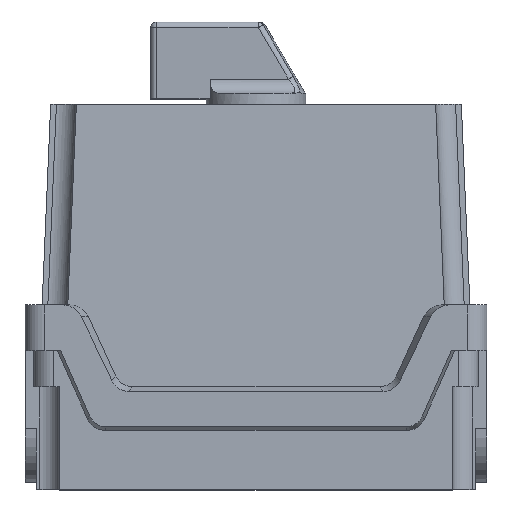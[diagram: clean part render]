
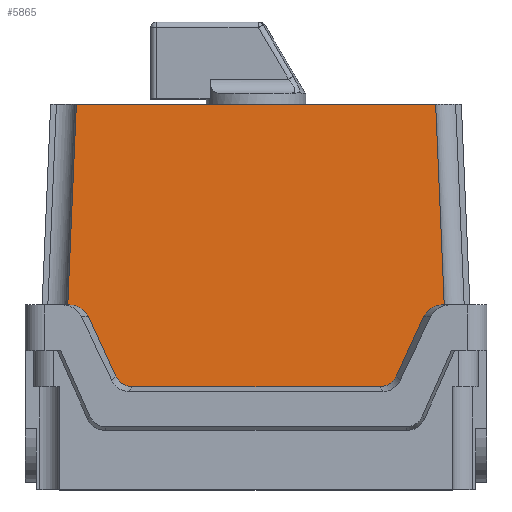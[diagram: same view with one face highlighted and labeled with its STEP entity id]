
A CAD part, top view. The second image highlights one B-rep face of the part: STEP entity #5865.
In plain terms, the highlighted planar face has unit normal (0, 0.043, 0.999).
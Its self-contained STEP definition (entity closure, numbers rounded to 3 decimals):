
#1 = EDGE_CURVE ( 'NONE', #2748, #3757, #10274, .T. ) ;
#1309 = CARTESIAN_POINT ( 'NONE',  ( -59.986, -4.352, -6.434 ) ) ;
#1351 = CARTESIAN_POINT ( 'NONE',  ( -62.517, -2.8, -6.5 ) ) ;
#1363 = CARTESIAN_POINT ( 'NONE',  ( -58.789, -6.954, -6.323 ) ) ;
#1376 = CARTESIAN_POINT ( 'NONE',  ( -65.565, -2.8, -6.5 ) ) ;
#1392 = DIRECTION ( 'NONE',  ( -1., 0., 0. ) ) ;
#1395 = CARTESIAN_POINT ( 'NONE',  ( -66.542, -15.505, -5.958 ) ) ;
#1426 = DIRECTION ( 'NONE',  ( 0.043, 0.998, -0.043 ) ) ;
#1429 = CARTESIAN_POINT ( 'NONE',  ( 151.939, -2.8, -6.5 ) ) ;
#2748 = VERTEX_POINT ( 'NONE', #7579 ) ;
#2749 = VERTEX_POINT ( 'NONE', #7577 ) ;
#2856 = VERTEX_POINT ( 'NONE', #7554 ) ;
#3124 = VERTEX_POINT ( 'NONE', #7549 ) ;
#3471 = ORIENTED_EDGE ( 'NONE', *, *, #1, .T. ) ;
#3526 = ORIENTED_EDGE ( 'NONE', *, *, #9302, .T. ) ;
#3540 = ORIENTED_EDGE ( 'NONE', *, *, #9300, .T. ) ;
#3546 = ORIENTED_EDGE ( 'NONE', *, *, #9287, .T. ) ;
#3606 = ORIENTED_EDGE ( 'NONE', *, *, #4900, .F. ) ;
#3682 = VERTEX_POINT ( 'NONE', #7708 ) ;
#3722 = ORIENTED_EDGE ( 'NONE', *, *, #9291, .T. ) ;
#3731 = VERTEX_POINT ( 'NONE', #7717 ) ;
#3757 = VERTEX_POINT ( 'NONE', #7594 ) ;
#3801 = ORIENTED_EDGE ( 'NONE', *, *, #4899, .T. ) ;
#4219 = VERTEX_POINT ( 'NONE', #7530 ) ;
#4392 = LINE ( 'NONE', #5997, #4394 ) ;
#4394 = VECTOR ( 'NONE', #7931, 1000. ) ;
#4402 = LINE ( 'NONE', #7946, #4405 ) ;
#4404 = LINE ( 'NONE', #7948, #4407 ) ;
#4405 = VECTOR ( 'NONE', #7947, 1000. ) ;
#4407 = VECTOR ( 'NONE', #7949, 1000. ) ;
#4410 = LINE ( 'NONE', #7959, #4414 ) ;
#4414 = VECTOR ( 'NONE', #7963, 1000. ) ;
#4420 = LINE ( 'NONE', #7968, #4424 ) ;
#4424 = VECTOR ( 'NONE', #7969, 1000. ) ;
#4820 = EDGE_LOOP ( 'NONE', ( #3471, #3546, #10937, #3526, #3722, #10948, #10915, #10971, #3540, #10289, #3606, #3801 ) ) ;
#4899 = EDGE_CURVE ( 'NONE', #2749, #2748, #9987, .T. ) ;
#4900 = EDGE_CURVE ( 'NONE', #2749, #3682, #5402, .T. ) ;
#4901 = EDGE_CURVE ( 'NONE', #3682, #11047, #5401, .T. ) ;
#5398 = VECTOR ( 'NONE', #1426, 1000. ) ;
#5400 = VECTOR ( 'NONE', #1392, 1000. ) ;
#5401 = LINE ( 'NONE', #1395, #5398 ) ;
#5402 = LINE ( 'NONE', #1429, #5400 ) ;
#5770 = FACE_OUTER_BOUND ( 'NONE', #4820, .T. ) ;
#5865 = ADVANCED_FACE ( 'NONE', ( #5770 ), #9065, .F. ) ;
#5997 = CARTESIAN_POINT ( 'NONE',  ( 151.939, -2.8, -6.5 ) ) ;
#7064 =( BOUNDED_CURVE ( )  B_SPLINE_CURVE ( 3, ( #7935, #7926, #7938, #7939 ),
 .UNSPECIFIED., .F., .F. ) 
 B_SPLINE_CURVE_WITH_KNOTS ( ( 4, 4 ),
 ( 2.61, 3.673 ),
 .UNSPECIFIED. ) 
 CURVE ( )  GEOMETRIC_REPRESENTATION_ITEM ( )  RATIONAL_B_SPLINE_CURVE ( ( 1., 0.908, 0.908, 1. ) ) 
 REPRESENTATION_ITEM ( '' )  );
#7065 =( BOUNDED_CURVE ( )  B_SPLINE_CURVE ( 3, ( #7940, #7954, #7961, #7962 ),
 .UNSPECIFIED., .F., .F. ) 
 B_SPLINE_CURVE_WITH_KNOTS ( ( 4, 4 ),
 ( 3.441, 4.593 ),
 .UNSPECIFIED. ) 
 CURVE ( )  GEOMETRIC_REPRESENTATION_ITEM ( )  RATIONAL_B_SPLINE_CURVE ( ( 1., 0.892, 0.892, 1. ) ) 
 REPRESENTATION_ITEM ( '' )  );
#7066 =( BOUNDED_CURVE ( )  B_SPLINE_CURVE ( 3, ( #7970, #7971, #7976, #7977 ),
 .UNSPECIFIED., .F., .T. ) 
 B_SPLINE_CURVE_WITH_KNOTS ( ( 4, 4 ),
 ( 2.61, 3.673 ),
 .UNSPECIFIED. ) 
 CURVE ( )  GEOMETRIC_REPRESENTATION_ITEM ( )  RATIONAL_B_SPLINE_CURVE ( ( 1., 0.908, 0.908, 1. ) ) 
 REPRESENTATION_ITEM ( '' )  );
#7530 = CARTESIAN_POINT ( 'NONE',  ( 49.261, -27.672, -5.439 ) ) ;
#7549 = CARTESIAN_POINT ( 'NONE',  ( 63., 67.5, -9.5 ) ) ;
#7554 = CARTESIAN_POINT ( 'NONE',  ( 43.284, -31.5, -5.275 ) ) ;
#7577 = CARTESIAN_POINT ( 'NONE',  ( -65.565, -2.8, -6.5 ) ) ;
#7579 = CARTESIAN_POINT ( 'NONE',  ( -58.789, -6.954, -6.323 ) ) ;
#7594 = CARTESIAN_POINT ( 'NONE',  ( -49.261, -27.672, -5.439 ) ) ;
#7708 = CARTESIAN_POINT ( 'NONE',  ( -66., -2.8, -6.5 ) ) ;
#7717 = CARTESIAN_POINT ( 'NONE',  ( 65.565, -2.8, -6.5 ) ) ;
#7926 = CARTESIAN_POINT ( 'NONE',  ( -48.146, -30.095, -5.335 ) ) ;
#7931 = DIRECTION ( 'NONE',  ( -1., 0., 0. ) ) ;
#7935 = CARTESIAN_POINT ( 'NONE',  ( -49.261, -27.672, -5.439 ) ) ;
#7938 = CARTESIAN_POINT ( 'NONE',  ( -45.952, -31.5, -5.275 ) ) ;
#7939 = CARTESIAN_POINT ( 'NONE',  ( -43.284, -31.5, -5.275 ) ) ;
#7940 = CARTESIAN_POINT ( 'NONE',  ( 58.789, -6.954, -6.323 ) ) ;
#7946 = CARTESIAN_POINT ( 'NONE',  ( 76.607, 31.785, -7.976 ) ) ;
#7947 = DIRECTION ( 'NONE',  ( 0.418, 0.908, -0.039 ) ) ;
#7948 = CARTESIAN_POINT ( 'NONE',  ( 151.939, -31.5, -5.275 ) ) ;
#7949 = DIRECTION ( 'NONE',  ( 1., 0., 0. ) ) ;
#7954 = CARTESIAN_POINT ( 'NONE',  ( 59.986, -4.352, -6.434 ) ) ;
#7959 = CARTESIAN_POINT ( 'NONE',  ( 66.542, -15.505, -5.958 ) ) ;
#7961 = CARTESIAN_POINT ( 'NONE',  ( 62.517, -2.8, -6.5 ) ) ;
#7962 = CARTESIAN_POINT ( 'NONE',  ( 65.565, -2.8, -6.5 ) ) ;
#7963 = DIRECTION ( 'NONE',  ( -0.043, 0.998, -0.043 ) ) ;
#7968 = CARTESIAN_POINT ( 'NONE',  ( 151.939, 67.5, -9.5 ) ) ;
#7969 = DIRECTION ( 'NONE',  ( -1., 0., 0. ) ) ;
#7970 = CARTESIAN_POINT ( 'NONE',  ( 43.284, -31.5, -5.275 ) ) ;
#7971 = CARTESIAN_POINT ( 'NONE',  ( 45.952, -31.5, -5.275 ) ) ;
#7976 = CARTESIAN_POINT ( 'NONE',  ( 48.146, -30.095, -5.335 ) ) ;
#7977 = CARTESIAN_POINT ( 'NONE',  ( 49.261, -27.672, -5.439 ) ) ;
#8466 = CARTESIAN_POINT ( 'NONE',  ( 66., -2.8, -6.5 ) ) ;
#8485 = CARTESIAN_POINT ( 'NONE',  ( -43.284, -31.5, -5.275 ) ) ;
#8523 = CARTESIAN_POINT ( 'NONE',  ( 58.789, -6.954, -6.323 ) ) ;
#8579 = CARTESIAN_POINT ( 'NONE',  ( -63., 67.5, -9.5 ) ) ;
#8688 = AXIS2_PLACEMENT_3D ( 'NONE', #9070, #9062, #9061 ) ;
#9061 = DIRECTION ( 'NONE',  ( 0., 0.999, -0.043 ) ) ;
#9062 = DIRECTION ( 'NONE',  ( 0., -0.043, -0.999 ) ) ;
#9065 = PLANE ( 'NONE',  #8688 ) ;
#9070 = CARTESIAN_POINT ( 'NONE',  ( 151.939, -2.8, -6.5 ) ) ;
#9284 = EDGE_CURVE ( 'NONE', #10842, #3731, #4392, .T. ) ;
#9287 = EDGE_CURVE ( 'NONE', #3757, #10884, #7064, .T. ) ;
#9291 = EDGE_CURVE ( 'NONE', #4219, #10951, #4402, .T. ) ;
#9292 = EDGE_CURVE ( 'NONE', #10884, #2856, #4404, .T. ) ;
#9296 = EDGE_CURVE ( 'NONE', #10951, #3731, #7065, .T. ) ;
#9297 = EDGE_CURVE ( 'NONE', #10842, #3124, #4410, .T. ) ;
#9300 = EDGE_CURVE ( 'NONE', #3124, #11047, #4420, .T. ) ;
#9302 = EDGE_CURVE ( 'NONE', #2856, #4219, #7066, .T. ) ;
#9903 = CARTESIAN_POINT ( 'NONE',  ( -23.629, -83.402, -3.06 ) ) ;
#9953 = DIRECTION ( 'NONE',  ( 0.418, -0.908, 0.039 ) ) ;
#9987 =( BOUNDED_CURVE ( )  B_SPLINE_CURVE ( 3, ( #1376, #1351, #1309, #1363 ),
 .UNSPECIFIED., .F., .T. ) 
 B_SPLINE_CURVE_WITH_KNOTS ( ( 4, 4 ),
 ( 1.69, 2.842 ),
 .UNSPECIFIED. ) 
 CURVE ( )  GEOMETRIC_REPRESENTATION_ITEM ( )  RATIONAL_B_SPLINE_CURVE ( ( 1., 0.892, 0.892, 1. ) ) 
 REPRESENTATION_ITEM ( '' )  );
#10273 = VECTOR ( 'NONE', #9953, 1000. ) ;
#10274 = LINE ( 'NONE', #9903, #10273 ) ;
#10289 = ORIENTED_EDGE ( 'NONE', *, *, #4901, .F. ) ;
#10842 = VERTEX_POINT ( 'NONE', #8466 ) ;
#10884 = VERTEX_POINT ( 'NONE', #8485 ) ;
#10915 = ORIENTED_EDGE ( 'NONE', *, *, #9284, .F. ) ;
#10937 = ORIENTED_EDGE ( 'NONE', *, *, #9292, .T. ) ;
#10948 = ORIENTED_EDGE ( 'NONE', *, *, #9296, .T. ) ;
#10951 = VERTEX_POINT ( 'NONE', #8523 ) ;
#10971 = ORIENTED_EDGE ( 'NONE', *, *, #9297, .T. ) ;
#11047 = VERTEX_POINT ( 'NONE', #8579 ) ;
